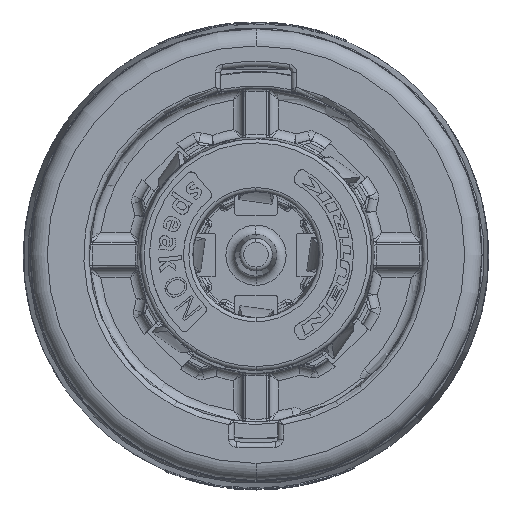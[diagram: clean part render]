
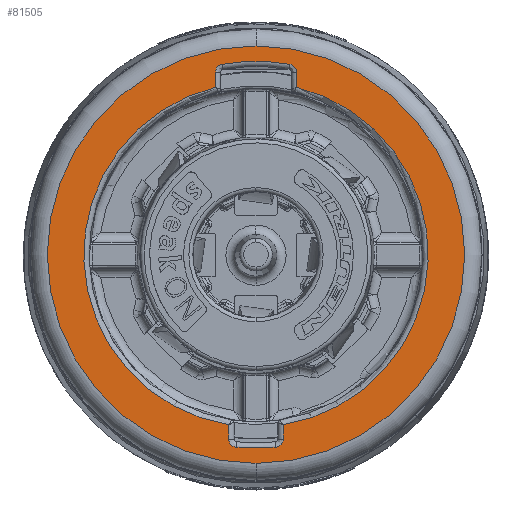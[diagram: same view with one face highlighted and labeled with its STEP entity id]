
A CAD part, top view. The second image highlights one B-rep face of the part: STEP entity #81505.
In plain terms, the highlighted planar face has unit normal (0, 0, 1).
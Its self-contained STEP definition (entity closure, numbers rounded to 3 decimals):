
#26174=CARTESIAN_POINT('',(0.,0.,0.));
#26175=DIRECTION('',(0.,0.,1.));
#26176=DIRECTION('',(0.,1.,0.));
#26177=AXIS2_PLACEMENT_3D('',#26174,#26175,#26176);
#26194=CARTESIAN_POINT('',(0.,0.,0.));
#26195=DIRECTION('',(0.,0.,1.));
#26196=DIRECTION('',(0.158,-0.987,0.));
#26197=AXIS2_PLACEMENT_3D('',#26194,#26195,#26196);
#26208=CARTESIAN_POINT('',(2.048,-12.79,
0.));
#26230=DIRECTION('',(0.,-1.,
0.));
#26231=VECTOR('',#26230,1.083);
#26232=CARTESIAN_POINT('',(2.048,-12.79,
0.));
#26233=LINE('',#26232,#26231);
#26238=CARTESIAN_POINT('',(2.048,-13.874,
0.));
#26239=CARTESIAN_POINT('',(2.048,-13.934,
0.));
#26240=CARTESIAN_POINT('',(2.031,-14.049,
0.));
#26241=CARTESIAN_POINT('',(1.955,-14.211,
0.));
#26242=CARTESIAN_POINT('',(1.837,-14.343,
0.));
#26243=CARTESIAN_POINT('',(1.684,-14.435,
0.));
#26244=CARTESIAN_POINT('',(1.571,-14.464,
0.));
#26245=CARTESIAN_POINT('',(1.511,-14.471,
0.));
#26271=CARTESIAN_POINT('',(0.,0.,0.));
#26272=DIRECTION('',(0.,0.,-1.));
#26273=DIRECTION('',(0.104,-0.995,0.));
#26274=AXIS2_PLACEMENT_3D('',#26271,#26272,#26273);
#27091=DIRECTION('',(0.,1.,0.));
#27092=VECTOR('',#27091,1.083);
#27093=CARTESIAN_POINT('',(-2.048,-13.874,
0.));
#27094=LINE('',#27093,#27092);
#27095=CARTESIAN_POINT('',(-2.048,-12.79,
0.));
#27131=CARTESIAN_POINT('',(0.,0.,0.));
#27132=DIRECTION('',(0.,0.,1.));
#27133=DIRECTION('',(-0.235,0.972,0.));
#27134=AXIS2_PLACEMENT_3D('',#27131,#27132,#27133);
#27145=CARTESIAN_POINT('',(-3.048,12.59,
0.));
#27166=DIRECTION('',(0.,1.,0.));
#27167=VECTOR('',#27166,1.143);
#27168=CARTESIAN_POINT('',(-3.048,12.59,
0.));
#27169=LINE('',#27168,#27167);
#27174=CARTESIAN_POINT('',(-3.048,13.733,
0.));
#27175=CARTESIAN_POINT('',(-3.048,13.79,
0.));
#27176=CARTESIAN_POINT('',(-3.033,13.899,
0.));
#27177=CARTESIAN_POINT('',(-2.964,14.054,
0.));
#27178=CARTESIAN_POINT('',(-2.856,14.184,
0.));
#27179=CARTESIAN_POINT('',(-2.716,14.278,
0.));
#27180=CARTESIAN_POINT('',(-2.61,14.313,
0.));
#27181=CARTESIAN_POINT('',(-2.554,14.323,
0.));
#27197=CARTESIAN_POINT('',(0.,0.,0.));
#27198=DIRECTION('',(0.,0.,-1.));
#27199=DIRECTION('',(-0.176,0.984,0.));
#27200=AXIS2_PLACEMENT_3D('',#27197,#27198,#27199);
#27212=CARTESIAN_POINT('',(2.554,14.323,
0.));
#27213=CARTESIAN_POINT('',(2.61,14.313,
0.));
#27214=CARTESIAN_POINT('',(2.716,14.278,
0.));
#27215=CARTESIAN_POINT('',(2.856,14.184,
0.));
#27216=CARTESIAN_POINT('',(2.964,14.054,
0.));
#27217=CARTESIAN_POINT('',(3.033,13.899,
0.));
#27218=CARTESIAN_POINT('',(3.048,13.79,
0.));
#27219=CARTESIAN_POINT('',(3.048,13.733,
0.));
#27244=DIRECTION('',(0.,-1.,0.));
#27245=VECTOR('',#27244,1.143);
#27246=CARTESIAN_POINT('',(3.048,13.733,
0.));
#27247=LINE('',#27246,#27245);
#27258=CARTESIAN_POINT('',(3.048,12.59,
0.));
#41349=CARTESIAN_POINT('',(-1.511,-14.471,
0.));
#41350=CARTESIAN_POINT('',(-1.571,-14.464,
0.));
#41351=CARTESIAN_POINT('',(-1.684,-14.435,
0.));
#41352=CARTESIAN_POINT('',(-1.837,-14.343,
0.));
#41353=CARTESIAN_POINT('',(-1.955,-14.211,
0.));
#41354=CARTESIAN_POINT('',(-2.031,-14.049,
0.));
#41355=CARTESIAN_POINT('',(-2.048,-13.934,
0.));
#41356=CARTESIAN_POINT('',(-2.048,-13.874,
0.));
#41372=CARTESIAN_POINT('',(0.,0.,0.));
#41373=DIRECTION('',(0.,0.,1.));
#41374=DIRECTION('',(0.,-1.,0.));
#41375=AXIS2_PLACEMENT_3D('',#41372,#41373,#41374);
#42039=VERTEX_POINT('',#27145);
#42040=VERTEX_POINT('',#27095);
#42044=VERTEX_POINT('',#27258);
#42046=VERTEX_POINT('',#26208);
#42050=CARTESIAN_POINT('',(2.048,-13.874,
0.));
#42051=VERTEX_POINT('',#42050);
#42056=CARTESIAN_POINT('',(-2.048,-13.874,
0.));
#42057=VERTEX_POINT('',#42056);
#42058=CARTESIAN_POINT('',(-3.048,13.733,
0.));
#42059=VERTEX_POINT('',#42058);
#42064=CARTESIAN_POINT('',(3.048,13.733,
0.));
#42065=VERTEX_POINT('',#42064);
#42066=CARTESIAN_POINT('',(-2.554,14.323,
0.));
#42067=CARTESIAN_POINT('',(2.554,14.323,
0.));
#42068=VERTEX_POINT('',#42066);
#42069=VERTEX_POINT('',#42067);
#42078=CARTESIAN_POINT('',(1.511,-14.47,
0.));
#42079=CARTESIAN_POINT('',(-1.511,-14.47,
0.));
#42080=VERTEX_POINT('',#42078);
#42081=VERTEX_POINT('',#42079);
#42082=CARTESIAN_POINT('',(0.,15.7,0.));
#42083=CARTESIAN_POINT('',(0.,-15.7,0.));
#42084=VERTEX_POINT('',#42082);
#42085=VERTEX_POINT('',#42083);
#81469=CARTESIAN_POINT('',(0.,0.,0.));
#81470=DIRECTION('',(0.,0.,-1.));
#81471=DIRECTION('',(0.,-1.,0.));
#81472=AXIS2_PLACEMENT_3D('',#81469,#81470,#81471);
#81473=PLANE('',#81472);
#81474=ORIENTED_EDGE('',*,*,#81459,.F.);
#81476=ORIENTED_EDGE('',*,*,#81475,.F.);
#81477=EDGE_LOOP('',(#81474,#81476));
#81478=FACE_OUTER_BOUND('',#81477,.F.);
#81480=ORIENTED_EDGE('',*,*,#81479,.T.);
#81482=ORIENTED_EDGE('',*,*,#81481,.F.);
#81484=ORIENTED_EDGE('',*,*,#81483,.F.);
#81486=ORIENTED_EDGE('',*,*,#81485,.F.);
#81488=ORIENTED_EDGE('',*,*,#81487,.F.);
#81490=ORIENTED_EDGE('',*,*,#81489,.F.);
#81492=ORIENTED_EDGE('',*,*,#81491,.T.);
#81494=ORIENTED_EDGE('',*,*,#81493,.F.);
#81496=ORIENTED_EDGE('',*,*,#81495,.F.);
#81498=ORIENTED_EDGE('',*,*,#81497,.F.);
#81500=ORIENTED_EDGE('',*,*,#81499,.F.);
#81502=ORIENTED_EDGE('',*,*,#81501,.F.);
#81503=EDGE_LOOP('',(#81480,#81482,#81484,#81486,#81488,#81490,#81492,#81494,
#81496,#81498,#81500,#81502));
#81504=FACE_BOUND('',#81503,.F.);
#81505=ADVANCED_FACE('',(#81478,#81504),#81473,.F.);
#26178=CIRCLE('',#26177,15.7);
#26198=CIRCLE('',#26197,12.954);
#26246=B_SPLINE_CURVE_WITH_KNOTS('',3,(#26238,#26239,#26240,#26241,#26242,
#26243,#26244,#26245),.UNSPECIFIED.,.F.,.F.,(4,1,1,1,1,4),(0.,0.2,0.4,
0.6,0.8,1.),.UNSPECIFIED.);
#26275=CIRCLE('',#26274,14.549);
#27135=CIRCLE('',#27134,12.954);
#27182=B_SPLINE_CURVE_WITH_KNOTS('',3,(#27174,#27175,#27176,#27177,#27178,
#27179,#27180,#27181),.UNSPECIFIED.,.F.,.F.,(4,1,1,1,1,4),(0.,0.2,0.4,
0.6,0.8,1.),.UNSPECIFIED.);
#27201=CIRCLE('',#27200,14.549);
#27220=B_SPLINE_CURVE_WITH_KNOTS('',3,(#27212,#27213,#27214,#27215,#27216,
#27217,#27218,#27219),.UNSPECIFIED.,.F.,.F.,(4,1,1,1,1,4),(0.,0.2,0.4,
0.6,0.8,1.),.UNSPECIFIED.);
#41357=B_SPLINE_CURVE_WITH_KNOTS('',3,(#41349,#41350,#41351,#41352,#41353,
#41354,#41355,#41356),.UNSPECIFIED.,.F.,.F.,(4,1,1,1,1,4),(0.,0.2,0.4,
0.6,0.8,1.),.UNSPECIFIED.);
#41376=CIRCLE('',#41375,15.7);
#81459=EDGE_CURVE('',#42084,#42085,#26178,.T.);
#81475=EDGE_CURVE('',#42085,#42084,#41376,.T.);
#81479=EDGE_CURVE('',#42046,#42044,#26198,.T.);
#81481=EDGE_CURVE('',#42065,#42044,#27247,.T.);
#81483=EDGE_CURVE('',#42069,#42065,#27220,.T.);
#81485=EDGE_CURVE('',#42068,#42069,#27201,.T.);
#81487=EDGE_CURVE('',#42059,#42068,#27182,.T.);
#81489=EDGE_CURVE('',#42039,#42059,#27169,.T.);
#81491=EDGE_CURVE('',#42039,#42040,#27135,.T.);
#81493=EDGE_CURVE('',#42057,#42040,#27094,.T.);
#81495=EDGE_CURVE('',#42081,#42057,#41357,.T.);
#81497=EDGE_CURVE('',#42080,#42081,#26275,.T.);
#81499=EDGE_CURVE('',#42051,#42080,#26246,.T.);
#81501=EDGE_CURVE('',#42046,#42051,#26233,.T.);
